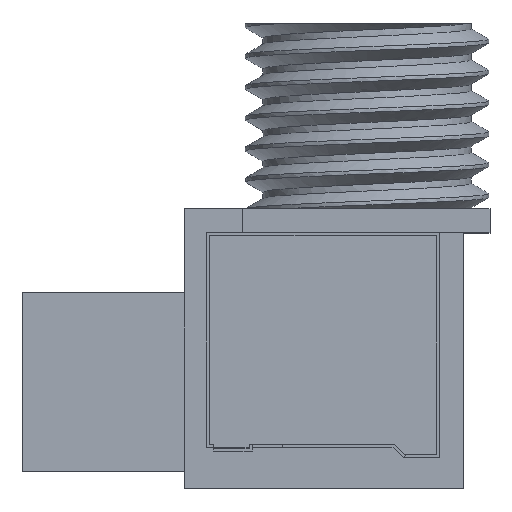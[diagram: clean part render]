
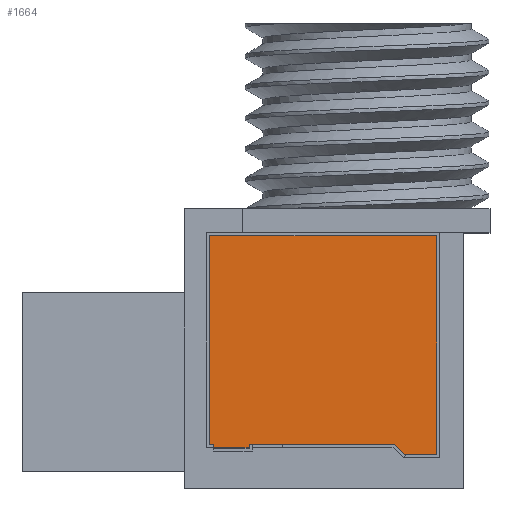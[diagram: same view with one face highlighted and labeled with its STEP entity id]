
A CAD part, top view. The second image highlights one B-rep face of the part: STEP entity #1664.
In plain terms, the highlighted planar face has unit normal (0, 0, 1).
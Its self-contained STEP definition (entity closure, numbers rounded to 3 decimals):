
#90=PLANE('',#1788);
#178=FACE_OUTER_BOUND('',#282,.T.);
#282=EDGE_LOOP('',(#1523,#1524,#1525,#1526,#1527,#1528,#1529,#1530,#1531,
#1532));
#495=LINE('',#3729,#674);
#499=LINE('',#3737,#678);
#510=LINE('',#3758,#689);
#511=LINE('',#3761,#690);
#512=LINE('',#3763,#691);
#513=LINE('',#3765,#692);
#514=LINE('',#3767,#693);
#515=LINE('',#3769,#694);
#516=LINE('',#3771,#695);
#517=LINE('',#3772,#696);
#674=VECTOR('',#2144,10.);
#678=VECTOR('',#2150,10.);
#689=VECTOR('',#2165,10.);
#690=VECTOR('',#2168,10.);
#691=VECTOR('',#2169,10.);
#692=VECTOR('',#2170,10.);
#693=VECTOR('',#2171,10.);
#694=VECTOR('',#2172,10.);
#695=VECTOR('',#2173,10.);
#696=VECTOR('',#2174,10.);
#840=VERTEX_POINT('',#3726);
#841=VERTEX_POINT('',#3728);
#844=VERTEX_POINT('',#3735);
#852=VERTEX_POINT('',#3756);
#853=VERTEX_POINT('',#3760);
#854=VERTEX_POINT('',#3762);
#855=VERTEX_POINT('',#3764);
#856=VERTEX_POINT('',#3766);
#857=VERTEX_POINT('',#3768);
#858=VERTEX_POINT('',#3770);
#1064=EDGE_CURVE('',#841,#840,#495,.T.);
#1068=EDGE_CURVE('',#840,#844,#499,.T.);
#1079=EDGE_CURVE('',#852,#841,#510,.T.);
#1080=EDGE_CURVE('',#844,#853,#511,.T.);
#1081=EDGE_CURVE('',#853,#854,#512,.T.);
#1082=EDGE_CURVE('',#854,#855,#513,.T.);
#1083=EDGE_CURVE('',#855,#856,#514,.T.);
#1084=EDGE_CURVE('',#856,#857,#515,.T.);
#1085=EDGE_CURVE('',#857,#858,#516,.T.);
#1086=EDGE_CURVE('',#858,#852,#517,.T.);
#1523=ORIENTED_EDGE('',*,*,#1080,.T.);
#1524=ORIENTED_EDGE('',*,*,#1081,.T.);
#1525=ORIENTED_EDGE('',*,*,#1082,.T.);
#1526=ORIENTED_EDGE('',*,*,#1083,.T.);
#1527=ORIENTED_EDGE('',*,*,#1084,.T.);
#1528=ORIENTED_EDGE('',*,*,#1085,.T.);
#1529=ORIENTED_EDGE('',*,*,#1086,.T.);
#1530=ORIENTED_EDGE('',*,*,#1079,.T.);
#1531=ORIENTED_EDGE('',*,*,#1064,.T.);
#1532=ORIENTED_EDGE('',*,*,#1068,.T.);
#1664=ADVANCED_FACE('',(#178),#90,.T.);
#1788=AXIS2_PLACEMENT_3D('',#3759,#2166,#2167);
#2144=DIRECTION('',(-1.,0.,0.));
#2150=DIRECTION('',(-0.001,-1.,0.));
#2165=DIRECTION('',(0.,1.,0.));
#2166=DIRECTION('center_axis',(0.,0.,1.));
#2167=DIRECTION('ref_axis',(0.,-1.,0.));
#2168=DIRECTION('',(1.,-0.001,0.));
#2169=DIRECTION('',(0.,-1.,0.));
#2170=DIRECTION('',(1.,0.,0.));
#2171=DIRECTION('',(0.,1.,0.));
#2172=DIRECTION('',(1.,0.,0.));
#2173=DIRECTION('',(0.707,-0.707,0.));
#2174=DIRECTION('',(1.,0.,0.));
#3726=CARTESIAN_POINT('',(0.825,8.17,1.));
#3728=CARTESIAN_POINT('',(8.17,8.17,1.));
#3729=CARTESIAN_POINT('',(4.435,8.17,1.));
#3735=CARTESIAN_POINT('',(0.82,1.422,1.));
#3737=CARTESIAN_POINT('',(0.821,2.629,1.));
#3756=CARTESIAN_POINT('',(8.17,1.097,1.));
#3758=CARTESIAN_POINT('',(8.17,4.485,1.));
#3759=CARTESIAN_POINT('Origin',(4.435,4.485,1.));
#3760=CARTESIAN_POINT('',(0.95,1.422,1.));
#3761=CARTESIAN_POINT('',(2.691,1.42,1.));
#3762=CARTESIAN_POINT('',(0.95,1.3,1.));
#3763=CARTESIAN_POINT('',(0.95,4.992,1.));
#3764=CARTESIAN_POINT('',(2.1,1.3,1.));
#3765=CARTESIAN_POINT('',(2.692,1.3,1.));
#3766=CARTESIAN_POINT('',(2.1,1.422,1.));
#3767=CARTESIAN_POINT('',(2.1,2.842,1.));
#3768=CARTESIAN_POINT('',(6.801,1.422,1.));
#3769=CARTESIAN_POINT('',(3.801,1.422,1.));
#3770=CARTESIAN_POINT('',(7.126,1.097,1.));
#3771=CARTESIAN_POINT('',(5.459,2.765,1.));
#3772=CARTESIAN_POINT('',(6.352,1.097,1.));
